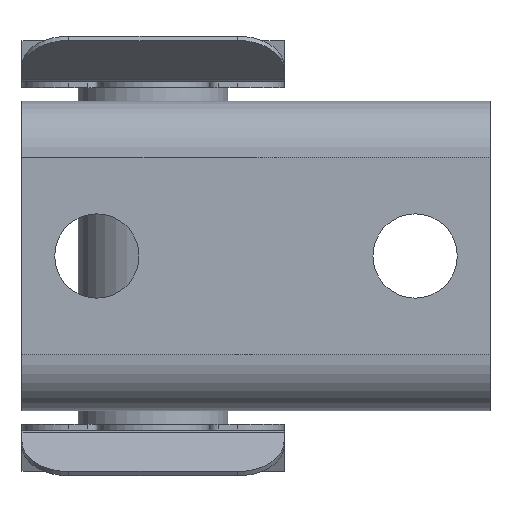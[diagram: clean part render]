
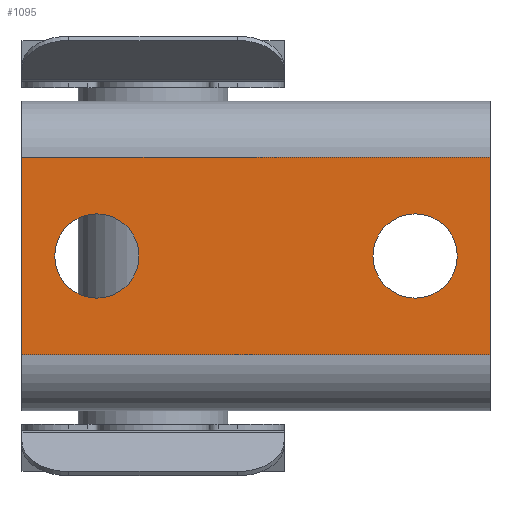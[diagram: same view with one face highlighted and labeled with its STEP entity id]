
A CAD part, front view. The second image highlights one B-rep face of the part: STEP entity #1095.
In plain terms, the highlighted planar face has unit normal (0, -1, 0).
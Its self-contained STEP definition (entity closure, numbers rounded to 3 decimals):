
#85=LINE('',#1707,#173);
#86=LINE('',#1715,#174);
#87=LINE('',#1717,#175);
#88=LINE('',#1719,#176);
#173=VECTOR('',#1347,1000.);
#174=VECTOR('',#1356,1000.);
#175=VECTOR('',#1357,1000.);
#176=VECTOR('',#1358,1000.);
#267=ORIENTED_EDGE('',*,*,#574,.F.);
#268=ORIENTED_EDGE('',*,*,#575,.F.);
#269=ORIENTED_EDGE('',*,*,#572,.T.);
#270=ORIENTED_EDGE('',*,*,#576,.T.);
#271=ORIENTED_EDGE('',*,*,#577,.F.);
#272=ORIENTED_EDGE('',*,*,#578,.F.);
#572=EDGE_CURVE('',#726,#725,#85,.T.);
#574=EDGE_CURVE('',#727,#727,#832,.F.);
#575=EDGE_CURVE('',#728,#728,#833,.F.);
#576=EDGE_CURVE('',#725,#729,#86,.T.);
#577=EDGE_CURVE('',#730,#729,#87,.T.);
#578=EDGE_CURVE('',#726,#730,#88,.T.);
#725=VERTEX_POINT('',#1706);
#726=VERTEX_POINT('',#1708);
#727=VERTEX_POINT('',#1712);
#728=VERTEX_POINT('',#1714);
#729=VERTEX_POINT('',#1716);
#730=VERTEX_POINT('',#1718);
#832=CIRCLE('',#1204,4.5);
#833=CIRCLE('',#1205,4.5);
#889=EDGE_LOOP('',(#267));
#890=EDGE_LOOP('',(#268));
#891=EDGE_LOOP('',(#269,#270,#271,#272));
#977=FACE_BOUND('',#889,.T.);
#978=FACE_BOUND('',#890,.T.);
#979=FACE_BOUND('',#891,.T.);
#1063=PLANE('',#1203);
#1095=ADVANCED_FACE('',(#977,#978,#979),#1063,.F.);
#1203=AXIS2_PLACEMENT_3D('',#1710,#1350,#1351);
#1204=AXIS2_PLACEMENT_3D('',#1711,#1352,#1353);
#1205=AXIS2_PLACEMENT_3D('',#1713,#1354,#1355);
#1347=DIRECTION('',(-1.,0.,0.));
#1350=DIRECTION('',(0.,1.,0.));
#1351=DIRECTION('',(0.,0.,1.));
#1352=DIRECTION('',(0.,1.,0.));
#1353=DIRECTION('',(0.,0.,1.));
#1354=DIRECTION('',(0.,1.,0.));
#1355=DIRECTION('',(0.,0.,1.));
#1356=DIRECTION('',(0.,0.,-1.));
#1357=DIRECTION('',(-1.,0.,0.));
#1358=DIRECTION('',(0.,0.,-1.));
#1706=CARTESIAN_POINT('',(0.,0.,10.55));
#1707=CARTESIAN_POINT('',(50.,0.,10.55));
#1708=CARTESIAN_POINT('',(50.,0.,10.55));
#1710=CARTESIAN_POINT('',(50.,0.,10.55));
#1711=CARTESIAN_POINT('',(42.,0.,0.));
#1712=CARTESIAN_POINT('',(42.,0.,4.5));
#1713=CARTESIAN_POINT('',(8.,0.,0.));
#1714=CARTESIAN_POINT('',(8.,0.,4.5));
#1715=CARTESIAN_POINT('',(0.,0.,50.));
#1716=CARTESIAN_POINT('',(0.,0.,-10.55));
#1717=CARTESIAN_POINT('',(50.,0.,-10.55));
#1718=CARTESIAN_POINT('',(50.,0.,-10.55));
#1719=CARTESIAN_POINT('',(50.,0.,10.55));
